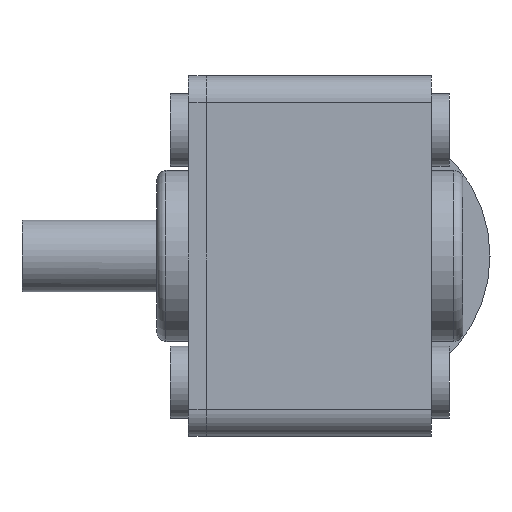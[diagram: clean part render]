
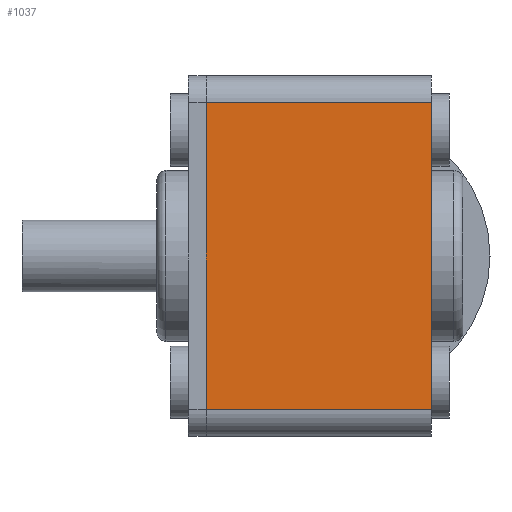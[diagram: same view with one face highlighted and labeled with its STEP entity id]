
A CAD part, left-side view. The second image highlights one B-rep face of the part: STEP entity #1037.
In plain terms, the highlighted planar face has unit normal (-1, 0, 0).
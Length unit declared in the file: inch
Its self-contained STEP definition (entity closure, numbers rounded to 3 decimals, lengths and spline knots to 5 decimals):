
#254=FACE_OUTER_BOUND('',#370,.T.);
#370=EDGE_LOOP('',(#868,#869,#870,#871));
#460=LINE('',#1771,#496);
#470=LINE('',#1807,#506);
#471=LINE('',#1811,#507);
#472=LINE('',#1812,#508);
#496=VECTOR('',#1437,0.3937);
#506=VECTOR('',#1473,0.3937);
#507=VECTOR('',#1478,0.3937);
#508=VECTOR('',#1479,0.3937);
#561=VERTEX_POINT('',#1768);
#562=VERTEX_POINT('',#1770);
#575=VERTEX_POINT('',#1806);
#576=VERTEX_POINT('',#1810);
#668=EDGE_CURVE('',#562,#561,#460,.T.);
#686=EDGE_CURVE('',#562,#575,#470,.T.);
#688=EDGE_CURVE('',#576,#561,#471,.T.);
#689=EDGE_CURVE('',#575,#576,#472,.T.);
#868=ORIENTED_EDGE('',*,*,#668,.T.);
#869=ORIENTED_EDGE('',*,*,#688,.F.);
#870=ORIENTED_EDGE('',*,*,#689,.F.);
#871=ORIENTED_EDGE('',*,*,#686,.F.);
#974=PLANE('',#1190);
#1037=ADVANCED_FACE('',(#254),#974,.T.);
#1190=AXIS2_PLACEMENT_3D('',#1809,#1476,#1477);
#1437=DIRECTION('',(0.,0.,-1.));
#1473=DIRECTION('',(0.,-1.,0.));
#1476=DIRECTION('center_axis',(-1.,0.,0.));
#1477=DIRECTION('ref_axis',(0.,0.,1.));
#1478=DIRECTION('',(0.,1.,0.));
#1479=DIRECTION('',(0.,0.,-1.));
#1768=CARTESIAN_POINT('',(-1.14173,0.98425,-0.66929));
#1770=CARTESIAN_POINT('',(-1.14173,0.98425,0.66929));
#1771=CARTESIAN_POINT('',(-1.14173,0.98425,-0.3937));
#1806=CARTESIAN_POINT('',(-1.14173,0.,0.66929));
#1807=CARTESIAN_POINT('',(-1.14173,0.,0.66929));
#1809=CARTESIAN_POINT('Origin',(-1.14173,0.,-0.7874));
#1810=CARTESIAN_POINT('',(-1.14173,0.,-0.66929));
#1811=CARTESIAN_POINT('',(-1.14173,0.,-0.66929));
#1812=CARTESIAN_POINT('',(-1.14173,0.,0.7874));
